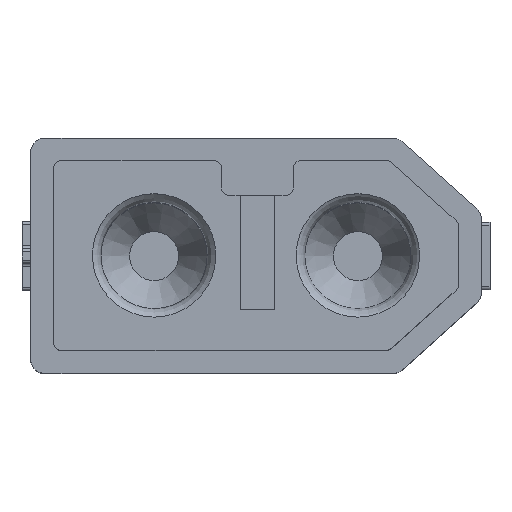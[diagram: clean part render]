
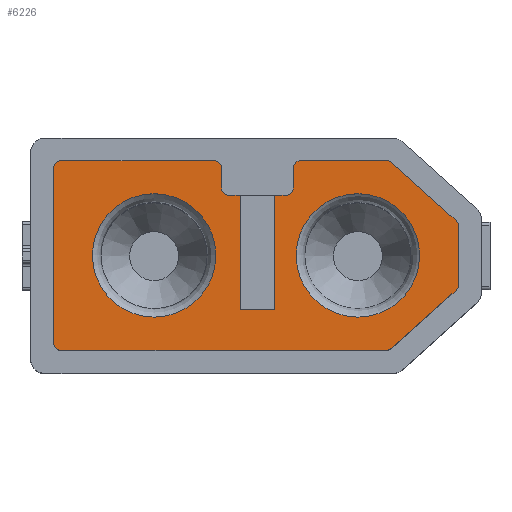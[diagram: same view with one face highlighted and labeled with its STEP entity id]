
A CAD part, top view. The second image highlights one B-rep face of the part: STEP entity #6226.
In plain terms, the highlighted planar face has unit normal (0, 0, 1).
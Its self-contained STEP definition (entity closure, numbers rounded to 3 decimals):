
#253=FACE_BOUND('',#859,.T.);
#254=FACE_BOUND('',#860,.T.);
#342=CIRCLE('',#6599,0.25);
#344=CIRCLE('',#6602,0.25);
#345=CIRCLE('',#6603,0.25);
#346=CIRCLE('',#6604,0.25);
#347=CIRCLE('',#6605,0.25);
#348=CIRCLE('',#6606,0.25);
#349=CIRCLE('',#6607,0.25);
#350=CIRCLE('',#6608,0.25);
#351=CIRCLE('',#6609,0.25);
#352=CIRCLE('',#6610,0.25);
#353=CIRCLE('',#6611,2.15);
#354=CIRCLE('',#6612,2.15);
#355=CIRCLE('',#6613,2.15);
#356=CIRCLE('',#6614,2.15);
#517=FACE_OUTER_BOUND('',#858,.T.);
#858=EDGE_LOOP('',(#4123,#4124,#4125,#4126,#4127,#4128,#4129,#4130,#4131,
#4132,#4133,#4134,#4135,#4136,#4137,#4138,#4139,#4140,#4141,#4142,#4143,
#4144,#4145,#4146));
#859=EDGE_LOOP('',(#4147,#4148));
#860=EDGE_LOOP('',(#4149,#4150));
#1215=LINE('',#8643,#1852);
#1216=LINE('',#8647,#1853);
#1217=LINE('',#8649,#1854);
#1218=LINE('',#8651,#1855);
#1219=LINE('',#8653,#1856);
#1220=LINE('',#8655,#1857);
#1221=LINE('',#8659,#1858);
#1222=LINE('',#8663,#1859);
#1223=LINE('',#8667,#1860);
#1224=LINE('',#8671,#1861);
#1225=LINE('',#8675,#1862);
#1226=LINE('',#8679,#1863);
#1227=LINE('',#8683,#1864);
#1228=LINE('',#8686,#1865);
#1852=VECTOR('',#7102,1.2);
#1853=VECTOR('',#7105,0.65);
#1854=VECTOR('',#7106,4.);
#1855=VECTOR('',#7107,1.2);
#1856=VECTOR('',#7108,4.);
#1857=VECTOR('',#7109,0.65);
#1858=VECTOR('',#7112,1.2);
#1859=VECTOR('',#7115,5.85);
#1860=VECTOR('',#7118,6.6);
#1861=VECTOR('',#7121,11.694);
#1862=VECTOR('',#7124,3.232);
#1863=VECTOR('',#7127,2.286);
#1864=VECTOR('',#7130,3.232);
#1865=VECTOR('',#7133,3.344);
#2487=VERTEX_POINT('',#8633);
#2488=VERTEX_POINT('',#8634);
#2491=VERTEX_POINT('',#8642);
#2492=VERTEX_POINT('',#8644);
#2493=VERTEX_POINT('',#8646);
#2494=VERTEX_POINT('',#8648);
#2495=VERTEX_POINT('',#8650);
#2496=VERTEX_POINT('',#8652);
#2497=VERTEX_POINT('',#8654);
#2498=VERTEX_POINT('',#8656);
#2499=VERTEX_POINT('',#8658);
#2500=VERTEX_POINT('',#8660);
#2501=VERTEX_POINT('',#8662);
#2502=VERTEX_POINT('',#8664);
#2503=VERTEX_POINT('',#8666);
#2504=VERTEX_POINT('',#8668);
#2505=VERTEX_POINT('',#8670);
#2506=VERTEX_POINT('',#8672);
#2507=VERTEX_POINT('',#8674);
#2508=VERTEX_POINT('',#8676);
#2509=VERTEX_POINT('',#8678);
#2510=VERTEX_POINT('',#8680);
#2511=VERTEX_POINT('',#8682);
#2512=VERTEX_POINT('',#8684);
#2513=VERTEX_POINT('',#8687);
#2514=VERTEX_POINT('',#8688);
#2515=VERTEX_POINT('',#8691);
#2516=VERTEX_POINT('',#8692);
#3135=EDGE_CURVE('',#2487,#2488,#342,.T.);
#3139=EDGE_CURVE('',#2491,#2487,#1215,.T.);
#3140=EDGE_CURVE('',#2492,#2491,#344,.T.);
#3141=EDGE_CURVE('',#2493,#2492,#1216,.T.);
#3142=EDGE_CURVE('',#2494,#2493,#1217,.T.);
#3143=EDGE_CURVE('',#2495,#2494,#1218,.T.);
#3144=EDGE_CURVE('',#2496,#2495,#1219,.T.);
#3145=EDGE_CURVE('',#2497,#2496,#1220,.T.);
#3146=EDGE_CURVE('',#2498,#2497,#345,.T.);
#3147=EDGE_CURVE('',#2498,#2499,#1221,.T.);
#3148=EDGE_CURVE('',#2500,#2499,#346,.T.);
#3149=EDGE_CURVE('',#2500,#2501,#1222,.T.);
#3150=EDGE_CURVE('',#2502,#2501,#347,.T.);
#3151=EDGE_CURVE('',#2502,#2503,#1223,.T.);
#3152=EDGE_CURVE('',#2504,#2503,#348,.T.);
#3153=EDGE_CURVE('',#2504,#2505,#1224,.T.);
#3154=EDGE_CURVE('',#2506,#2505,#349,.T.);
#3155=EDGE_CURVE('',#2506,#2507,#1225,.T.);
#3156=EDGE_CURVE('',#2508,#2507,#350,.T.);
#3157=EDGE_CURVE('',#2508,#2509,#1226,.T.);
#3158=EDGE_CURVE('',#2510,#2509,#351,.T.);
#3159=EDGE_CURVE('',#2510,#2511,#1227,.T.);
#3160=EDGE_CURVE('',#2512,#2511,#352,.T.);
#3161=EDGE_CURVE('',#2512,#2488,#1228,.T.);
#3162=EDGE_CURVE('',#2513,#2514,#353,.T.);
#3163=EDGE_CURVE('',#2514,#2513,#354,.T.);
#3164=EDGE_CURVE('',#2515,#2516,#355,.T.);
#3165=EDGE_CURVE('',#2516,#2515,#356,.T.);
#4123=ORIENTED_EDGE('',*,*,#3135,.F.);
#4124=ORIENTED_EDGE('',*,*,#3139,.F.);
#4125=ORIENTED_EDGE('',*,*,#3140,.F.);
#4126=ORIENTED_EDGE('',*,*,#3141,.F.);
#4127=ORIENTED_EDGE('',*,*,#3142,.F.);
#4128=ORIENTED_EDGE('',*,*,#3143,.F.);
#4129=ORIENTED_EDGE('',*,*,#3144,.F.);
#4130=ORIENTED_EDGE('',*,*,#3145,.F.);
#4131=ORIENTED_EDGE('',*,*,#3146,.F.);
#4132=ORIENTED_EDGE('',*,*,#3147,.T.);
#4133=ORIENTED_EDGE('',*,*,#3148,.F.);
#4134=ORIENTED_EDGE('',*,*,#3149,.T.);
#4135=ORIENTED_EDGE('',*,*,#3150,.F.);
#4136=ORIENTED_EDGE('',*,*,#3151,.T.);
#4137=ORIENTED_EDGE('',*,*,#3152,.F.);
#4138=ORIENTED_EDGE('',*,*,#3153,.T.);
#4139=ORIENTED_EDGE('',*,*,#3154,.F.);
#4140=ORIENTED_EDGE('',*,*,#3155,.T.);
#4141=ORIENTED_EDGE('',*,*,#3156,.F.);
#4142=ORIENTED_EDGE('',*,*,#3157,.T.);
#4143=ORIENTED_EDGE('',*,*,#3158,.F.);
#4144=ORIENTED_EDGE('',*,*,#3159,.T.);
#4145=ORIENTED_EDGE('',*,*,#3160,.F.);
#4146=ORIENTED_EDGE('',*,*,#3161,.T.);
#4147=ORIENTED_EDGE('',*,*,#3162,.F.);
#4148=ORIENTED_EDGE('',*,*,#3163,.F.);
#4149=ORIENTED_EDGE('',*,*,#3164,.F.);
#4150=ORIENTED_EDGE('',*,*,#3165,.F.);
#6001=PLANE('',#6601);
#6226=ADVANCED_FACE('',(#517,#253,#254),#6001,.T.);
#6599=AXIS2_PLACEMENT_3D('',#8635,#7094,#7095);
#6601=AXIS2_PLACEMENT_3D('',#8641,#7100,#7101);
#6602=AXIS2_PLACEMENT_3D('',#8645,#7103,#7104);
#6603=AXIS2_PLACEMENT_3D('',#8657,#7110,#7111);
#6604=AXIS2_PLACEMENT_3D('',#8661,#7113,#7114);
#6605=AXIS2_PLACEMENT_3D('',#8665,#7116,#7117);
#6606=AXIS2_PLACEMENT_3D('',#8669,#7119,#7120);
#6607=AXIS2_PLACEMENT_3D('',#8673,#7122,#7123);
#6608=AXIS2_PLACEMENT_3D('',#8677,#7125,#7126);
#6609=AXIS2_PLACEMENT_3D('',#8681,#7128,#7129);
#6610=AXIS2_PLACEMENT_3D('',#8685,#7131,#7132);
#6611=AXIS2_PLACEMENT_3D('',#8689,#7134,#7135);
#6612=AXIS2_PLACEMENT_3D('',#8690,#7136,#7137);
#6613=AXIS2_PLACEMENT_3D('',#8693,#7138,#7139);
#6614=AXIS2_PLACEMENT_3D('',#8694,#7140,#7141);
#7094=DIRECTION('center_axis',(0.,0.,-1.));
#7095=DIRECTION('ref_axis',(-0.707,0.707,0.));
#7100=DIRECTION('center_axis',(0.,0.,1.));
#7101=DIRECTION('ref_axis',(1.,0.,0.));
#7102=DIRECTION('',(0.,1.,0.));
#7103=DIRECTION('center_axis',(0.,0.,1.));
#7104=DIRECTION('ref_axis',(0.707,-0.707,0.));
#7105=DIRECTION('',(1.,0.,0.));
#7106=DIRECTION('',(0.,1.,0.));
#7107=DIRECTION('',(1.,0.,0.));
#7108=DIRECTION('',(0.,-1.,0.));
#7109=DIRECTION('',(1.,0.,0.));
#7110=DIRECTION('center_axis',(0.,0.,1.));
#7111=DIRECTION('ref_axis',(-0.707,-0.707,0.));
#7112=DIRECTION('',(0.,1.,0.));
#7113=DIRECTION('center_axis',(0.,0.,-1.));
#7114=DIRECTION('ref_axis',(0.707,0.707,0.));
#7115=DIRECTION('',(-1.,0.,0.));
#7116=DIRECTION('center_axis',(0.,0.,-1.));
#7117=DIRECTION('ref_axis',(-0.707,0.707,0.));
#7118=DIRECTION('',(0.,-1.,0.));
#7119=DIRECTION('center_axis',(0.,0.,-1.));
#7120=DIRECTION('ref_axis',(-0.707,-0.707,0.));
#7121=DIRECTION('',(1.,0.,0.));
#7122=DIRECTION('center_axis',(0.,0.,-1.));
#7123=DIRECTION('ref_axis',(0.357,-0.934,0.));
#7124=DIRECTION('',(0.745,0.668,0.));
#7125=DIRECTION('center_axis',(0.,0.,-1.));
#7126=DIRECTION('ref_axis',(0.913,-0.408,0.));
#7127=DIRECTION('',(0.,1.,0.));
#7128=DIRECTION('center_axis',(0.,0.,-1.));
#7129=DIRECTION('ref_axis',(0.913,0.408,0.));
#7130=DIRECTION('',(-0.745,0.668,0.));
#7131=DIRECTION('center_axis',(0.,0.,-1.));
#7132=DIRECTION('ref_axis',(0.357,0.934,0.));
#7133=DIRECTION('',(-1.,0.,0.));
#7134=DIRECTION('center_axis',(0.,0.,1.));
#7135=DIRECTION('ref_axis',(1.,0.,0.));
#7136=DIRECTION('center_axis',(0.,0.,1.));
#7137=DIRECTION('ref_axis',(1.,0.,0.));
#7138=DIRECTION('center_axis',(0.,0.,1.));
#7139=DIRECTION('ref_axis',(1.,0.,0.));
#7140=DIRECTION('center_axis',(0.,0.,1.));
#7141=DIRECTION('ref_axis',(1.,0.,0.));
#8633=CARTESIAN_POINT('',(9.15,7.15,15.7));
#8634=CARTESIAN_POINT('',(9.4,7.4,15.7));
#8635=CARTESIAN_POINT('Origin',(9.4,7.15,15.7));
#8641=CARTESIAN_POINT('Origin',(0.,0.,15.7));
#8642=CARTESIAN_POINT('',(9.15,6.45,15.7));
#8643=CARTESIAN_POINT('',(9.15,6.2,15.7));
#8644=CARTESIAN_POINT('',(8.9,6.2,15.7));
#8645=CARTESIAN_POINT('Origin',(8.9,6.45,15.7));
#8646=CARTESIAN_POINT('',(8.5,6.2,15.7));
#8647=CARTESIAN_POINT('',(8.5,6.2,15.7));
#8648=CARTESIAN_POINT('',(8.5,2.2,15.7));
#8649=CARTESIAN_POINT('',(8.5,2.2,15.7));
#8650=CARTESIAN_POINT('',(7.3,2.2,15.7));
#8651=CARTESIAN_POINT('',(7.3,2.2,15.7));
#8652=CARTESIAN_POINT('',(7.3,6.2,15.7));
#8653=CARTESIAN_POINT('',(7.3,6.2,15.7));
#8654=CARTESIAN_POINT('',(6.9,6.2,15.7));
#8655=CARTESIAN_POINT('',(6.65,6.2,15.7));
#8656=CARTESIAN_POINT('',(6.65,6.45,15.7));
#8657=CARTESIAN_POINT('Origin',(6.9,6.45,15.7));
#8658=CARTESIAN_POINT('',(6.65,7.15,15.7));
#8659=CARTESIAN_POINT('',(6.65,6.2,15.7));
#8660=CARTESIAN_POINT('',(6.4,7.4,15.7));
#8661=CARTESIAN_POINT('Origin',(6.4,7.15,15.7));
#8662=CARTESIAN_POINT('',(1.05,7.4,15.7));
#8663=CARTESIAN_POINT('',(6.65,7.4,15.7));
#8664=CARTESIAN_POINT('',(0.8,7.15,15.7));
#8665=CARTESIAN_POINT('Origin',(1.05,7.15,15.7));
#8666=CARTESIAN_POINT('',(0.8,1.05,15.7));
#8667=CARTESIAN_POINT('',(0.8,7.4,15.7));
#8668=CARTESIAN_POINT('',(1.05,0.8,15.7));
#8669=CARTESIAN_POINT('Origin',(1.05,1.05,15.7));
#8670=CARTESIAN_POINT('',(12.398,0.8,15.7));
#8671=CARTESIAN_POINT('',(0.8,0.8,15.7));
#8672=CARTESIAN_POINT('',(12.565,0.864,15.7));
#8673=CARTESIAN_POINT('Origin',(12.398,1.05,15.7));
#8674=CARTESIAN_POINT('',(14.817,2.883,15.7));
#8675=CARTESIAN_POINT('',(12.494,0.8,15.7));
#8676=CARTESIAN_POINT('',(14.9,3.069,15.7));
#8677=CARTESIAN_POINT('Origin',(14.65,3.069,15.7));
#8678=CARTESIAN_POINT('',(14.9,5.131,15.7));
#8679=CARTESIAN_POINT('',(14.9,2.957,15.7));
#8680=CARTESIAN_POINT('',(14.817,5.317,15.7));
#8681=CARTESIAN_POINT('Origin',(14.65,5.131,15.7));
#8682=CARTESIAN_POINT('',(12.565,7.336,15.7));
#8683=CARTESIAN_POINT('',(14.9,5.243,15.7));
#8684=CARTESIAN_POINT('',(12.398,7.4,15.7));
#8685=CARTESIAN_POINT('Origin',(12.398,7.15,15.7));
#8686=CARTESIAN_POINT('',(12.494,7.4,15.7));
#8687=CARTESIAN_POINT('',(13.55,4.1,15.7));
#8688=CARTESIAN_POINT('',(9.25,4.1,15.7));
#8689=CARTESIAN_POINT('Origin',(11.4,4.1,15.7));
#8690=CARTESIAN_POINT('Origin',(11.4,4.1,15.7));
#8691=CARTESIAN_POINT('',(6.45,4.1,15.7));
#8692=CARTESIAN_POINT('',(2.15,4.1,15.7));
#8693=CARTESIAN_POINT('Origin',(4.3,4.1,15.7));
#8694=CARTESIAN_POINT('Origin',(4.3,4.1,15.7));
